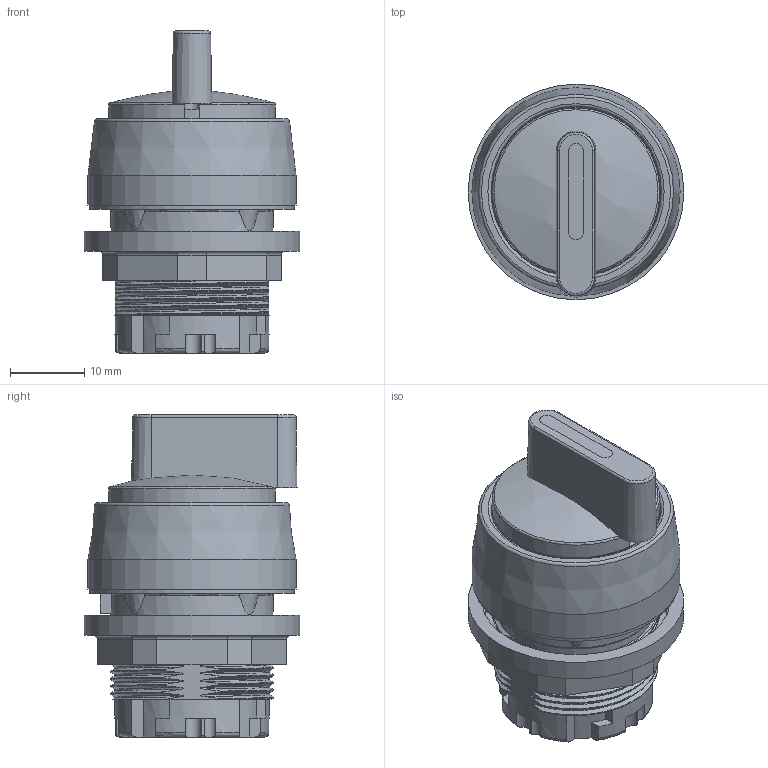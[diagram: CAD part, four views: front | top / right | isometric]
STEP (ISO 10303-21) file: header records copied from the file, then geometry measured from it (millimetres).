
FILE_DESCRIPTION(/* description */ (''),/* implementation_level */ '2;1');
FILE_NAME(/* name */ 'RWBL.stp',/* time_stamp */ '2020-09-03T08:35:43+02:00',/* author */ ('thagel'),/* organization */ (''),/* preprocessor_version */ 'ST-DEVELOPER v17.2',/* originating_system */ 'Autodesk Inventor 2019',/* authorisation */ '');
FILE_SCHEMA (('AUTOMOTIVE_DESIGN { 1 0 10303 214 3 1 1 }'));
Length unit declared in the file: millimetre
Products named in the file (1): RWBL
Bounding box: 29 x 29 x 43.3 mm (x, y, z)
Volume: 15999.9 mm3; surface area: 10512.6 mm2
Topology: 1 solids, 2 shells, 391 faces, 1119 edges, 732 vertices
Faces by surface type: plane 157, cylinder 117, bspline 52, torus 45, cone 19, sphere 1
Full cylindrical faces by diameter (mm): 3 x1, 12.85 x1, 17.878 x4, 18 x1, 18.3 x1, 18.6 x2, 20.5 x1, 20.75 x1, 20.917 x1, 21.85 x1, 22.6 x1, 22.7 x1, 22.9 x1, 25.35 x1, 27.65 x1, 28 x1, 29 x1
Entity records: 19174 total; most frequent: CARTESIAN_POINT 9239, ORIENTED_EDGE 2238, DIRECTION 1903, EDGE_CURVE 1119, VERTEX_POINT 732, AXIS2_PLACEMENT_3D 728, LINE 447, VECTOR 447
